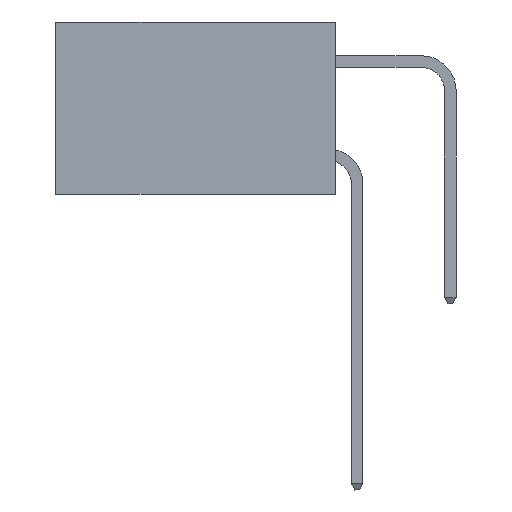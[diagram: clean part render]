
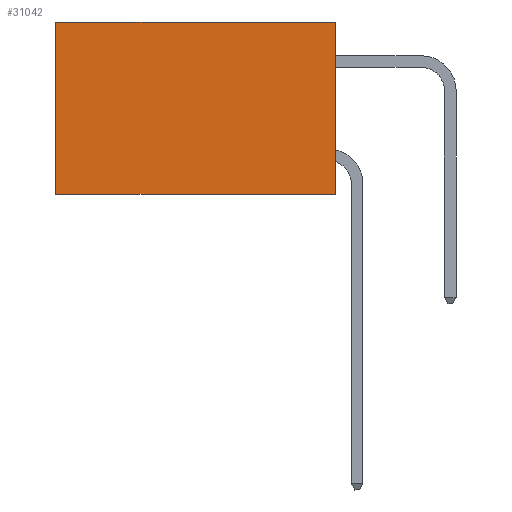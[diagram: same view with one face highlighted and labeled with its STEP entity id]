
A CAD part, left-side view. The second image highlights one B-rep face of the part: STEP entity #31042.
In plain terms, the highlighted planar face has unit normal (-1, 0, 0).
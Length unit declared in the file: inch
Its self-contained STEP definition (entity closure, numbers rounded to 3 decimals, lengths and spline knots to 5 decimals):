
#566 = LINE ( 'NONE', #2033, #15365 ) ;
#1838 = CARTESIAN_POINT ( 'NONE',  ( 0.2875, 0., 0. ) ) ;
#2033 = CARTESIAN_POINT ( 'NONE',  ( 0.2875, 0.6, 0. ) ) ;
#2110 = EDGE_CURVE ( 'NONE', #5835, #14879, #16836, .T. ) ;
#2808 = ORIENTED_EDGE ( 'NONE', *, *, #10758, .T. ) ;
#3930 = AXIS2_PLACEMENT_3D ( 'NONE', #41718, #22250, #19398 ) ;
#5835 = VERTEX_POINT ( 'NONE', #30021 ) ;
#10758 = EDGE_CURVE ( 'NONE', #14879, #34091, #566, .T. ) ;
#12311 = DIRECTION ( 'NONE',  ( 0., 0., -1. ) ) ;
#12389 = EDGE_LOOP ( 'NONE', ( #2808, #33025, #21498, #34173 ) ) ;
#13195 = DIRECTION ( 'NONE',  ( 0., 0., -1. ) ) ;
#13844 = VECTOR ( 'NONE', #13195, 39.37008 ) ;
#14879 = VERTEX_POINT ( 'NONE', #26954 ) ;
#15365 = VECTOR ( 'NONE', #12311, 39.37008 ) ;
#15971 = PLANE ( 'NONE',  #3930 ) ;
#16836 = LINE ( 'NONE', #1838, #26026 ) ;
#18902 = VECTOR ( 'NONE', #23773, 39.37008 ) ;
#19398 = DIRECTION ( 'NONE',  ( 0., 0., -1. ) ) ;
#19759 = CARTESIAN_POINT ( 'NONE',  ( 0.2875, 0., 0. ) ) ;
#21498 = ORIENTED_EDGE ( 'NONE', *, *, #40832, .F. ) ;
#22110 = EDGE_CURVE ( 'NONE', #32627, #34091, #27098, .T. ) ;
#22250 = DIRECTION ( 'NONE',  ( 1., 0., 0. ) ) ;
#23773 = DIRECTION ( 'NONE',  ( 0., 1., 0. ) ) ;
#26026 = VECTOR ( 'NONE', #31468, 39.37008 ) ;
#26954 = CARTESIAN_POINT ( 'NONE',  ( 0.2875, 0.6, 0. ) ) ;
#27098 = LINE ( 'NONE', #30589, #18902 ) ;
#30021 = CARTESIAN_POINT ( 'NONE',  ( 0.2875, 0., 0. ) ) ;
#30589 = CARTESIAN_POINT ( 'NONE',  ( 0.2875, 0., -0.37 ) ) ;
#31042 = ADVANCED_FACE ( 'NONE', ( #33431 ), #15971, .F. ) ;
#31468 = DIRECTION ( 'NONE',  ( 0., 1., 0. ) ) ;
#32627 = VERTEX_POINT ( 'NONE', #32773 ) ;
#32773 = CARTESIAN_POINT ( 'NONE',  ( 0.2875, 0., -0.37 ) ) ;
#33025 = ORIENTED_EDGE ( 'NONE', *, *, #22110, .F. ) ;
#33431 = FACE_OUTER_BOUND ( 'NONE', #12389, .T. ) ;
#34091 = VERTEX_POINT ( 'NONE', #37218 ) ;
#34173 = ORIENTED_EDGE ( 'NONE', *, *, #2110, .T. ) ;
#35701 = LINE ( 'NONE', #19759, #13844 ) ;
#37218 = CARTESIAN_POINT ( 'NONE',  ( 0.2875, 0.6, -0.37 ) ) ;
#40832 = EDGE_CURVE ( 'NONE', #5835, #32627, #35701, .T. ) ;
#41718 = CARTESIAN_POINT ( 'NONE',  ( 0.2875, 0., 0. ) ) ;
